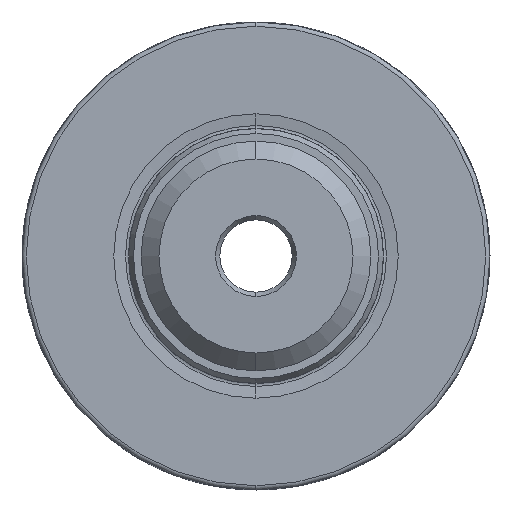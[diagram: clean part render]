
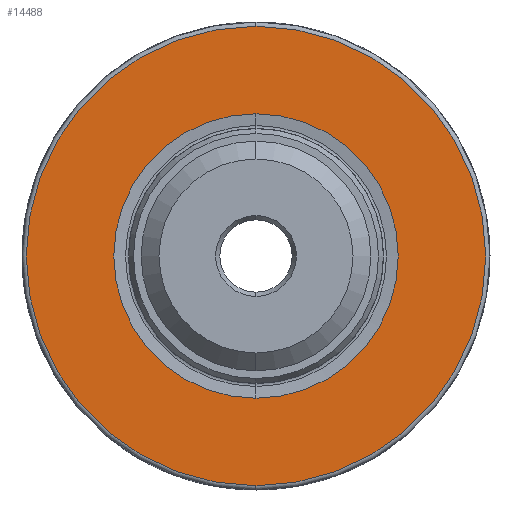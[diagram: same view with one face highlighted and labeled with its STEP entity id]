
A CAD part, left-side view. The second image highlights one B-rep face of the part: STEP entity #14488.
In plain terms, the highlighted planar face has unit normal (-1, 0, 0).
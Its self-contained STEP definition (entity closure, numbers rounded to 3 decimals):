
#1825 = ORIENTED_EDGE ( 'NONE', *, *, #2936, .F. ) ;
#2014 = CIRCLE ( 'NONE', #11573, 27. ) ;
#2691 = CARTESIAN_POINT ( 'NONE',  ( 0., 0., 16.715 ) ) ;
#2828 = CARTESIAN_POINT ( 'NONE',  ( 0., 0., -16.715 ) ) ;
#2936 = EDGE_CURVE ( 'NONE', #18635, #15429, #2014, .T. ) ;
#3813 = EDGE_CURVE ( 'NONE', #26829, #24590, #26979, .T. ) ;
#4841 = AXIS2_PLACEMENT_3D ( 'NONE', #20791, #21052, #20703 ) ;
#5890 = FACE_OUTER_BOUND ( 'NONE', #16817, .T. ) ;
#5943 = FACE_BOUND ( 'NONE', #15537, .T. ) ;
#6029 = DIRECTION ( 'NONE',  ( 0., 0., -1. ) ) ;
#6054 = CARTESIAN_POINT ( 'NONE',  ( 0., 0., -27. ) ) ;
#6094 = DIRECTION ( 'NONE',  ( 1., 0., 0. ) ) ;
#6251 = CARTESIAN_POINT ( 'NONE',  ( 0., 0., 0. ) ) ;
#6568 = EDGE_CURVE ( 'NONE', #24590, #26829, #21109, .T. ) ;
#6707 = EDGE_CURVE ( 'NONE', #15429, #18635, #20936, .T. ) ;
#6933 = DIRECTION ( 'NONE',  ( 0., 0., -1. ) ) ;
#7475 = DIRECTION ( 'NONE',  ( 1., 0., 0. ) ) ;
#8491 = CARTESIAN_POINT ( 'NONE',  ( 0., 0., 0. ) ) ;
#11573 = AXIS2_PLACEMENT_3D ( 'NONE', #6251, #6094, #6029 ) ;
#14029 = ORIENTED_EDGE ( 'NONE', *, *, #6568, .T. ) ;
#14488 = ADVANCED_FACE ( 'NONE', ( #5943, #5890 ), #20758, .T. ) ;
#14695 = AXIS2_PLACEMENT_3D ( 'NONE', #23990, #23890, #23832 ) ;
#15429 = VERTEX_POINT ( 'NONE', #6054 ) ;
#15537 = EDGE_LOOP ( 'NONE', ( #14029, #23983 ) ) ;
#15642 = AXIS2_PLACEMENT_3D ( 'NONE', #25505, #25064, #24859 ) ;
#16817 = EDGE_LOOP ( 'NONE', ( #20001, #1825 ) ) ;
#18166 = CARTESIAN_POINT ( 'NONE',  ( 0., 0., 27. ) ) ;
#18635 = VERTEX_POINT ( 'NONE', #18166 ) ;
#20001 = ORIENTED_EDGE ( 'NONE', *, *, #6707, .F. ) ;
#20703 = DIRECTION ( 'NONE',  ( 0., 0., 1. ) ) ;
#20758 = PLANE ( 'NONE',  #4841 ) ;
#20791 = CARTESIAN_POINT ( 'NONE',  ( 0., 16.715, 0. ) ) ;
#20936 = CIRCLE ( 'NONE', #14695, 27. ) ;
#21052 = DIRECTION ( 'NONE',  ( -1., 0., 0. ) ) ;
#21109 = CIRCLE ( 'NONE', #15642, 16.715 ) ;
#21500 = AXIS2_PLACEMENT_3D ( 'NONE', #8491, #7475, #6933 ) ;
#23832 = DIRECTION ( 'NONE',  ( 0., 0., -1. ) ) ;
#23890 = DIRECTION ( 'NONE',  ( 1., 0., 0. ) ) ;
#23983 = ORIENTED_EDGE ( 'NONE', *, *, #3813, .T. ) ;
#23990 = CARTESIAN_POINT ( 'NONE',  ( 0., 0., 0. ) ) ;
#24590 = VERTEX_POINT ( 'NONE', #2691 ) ;
#24859 = DIRECTION ( 'NONE',  ( 0., 0., -1. ) ) ;
#25064 = DIRECTION ( 'NONE',  ( 1., 0., 0. ) ) ;
#25505 = CARTESIAN_POINT ( 'NONE',  ( 0., 0., 0. ) ) ;
#26829 = VERTEX_POINT ( 'NONE', #2828 ) ;
#26979 = CIRCLE ( 'NONE', #21500, 16.715 ) ;
